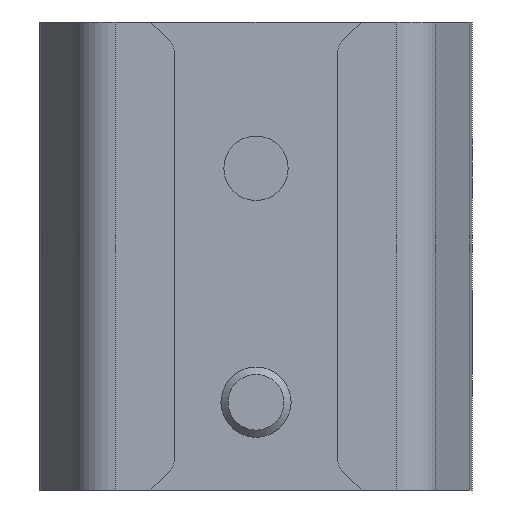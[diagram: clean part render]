
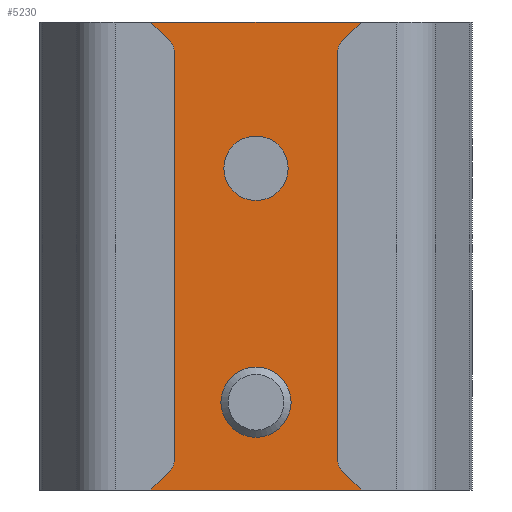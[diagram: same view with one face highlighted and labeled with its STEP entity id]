
A CAD part, front view. The second image highlights one B-rep face of the part: STEP entity #5230.
In plain terms, the highlighted planar face has unit normal (0, -1, 0).
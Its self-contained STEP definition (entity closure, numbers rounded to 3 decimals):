
#267=FACE_BOUND('',#929,.T.);
#268=FACE_BOUND('',#930,.T.);
#375=PLANE('',#5628);
#617=FACE_OUTER_BOUND('',#928,.T.);
#928=EDGE_LOOP('',(#4356,#4357,#4358,#4359));
#929=EDGE_LOOP('',(#4360));
#930=EDGE_LOOP('',(#4361));
#1236=LINE('',#7484,#1728);
#1247=LINE('',#7528,#1739);
#1363=LINE('',#8752,#1855);
#1364=LINE('',#8754,#1856);
#1728=VECTOR('',#6213,10.);
#1739=VECTOR('',#6252,10.);
#1855=VECTOR('',#6464,10.);
#1856=VECTOR('',#6467,10.);
#2070=CIRCLE('',#5452,2.459);
#2135=CIRCLE('',#5610,2.75);
#2210=VERTEX_POINT('',#7074);
#2352=VERTEX_POINT('',#7481);
#2353=VERTEX_POINT('',#7483);
#2371=VERTEX_POINT('',#7525);
#2372=VERTEX_POINT('',#7527);
#2507=VERTEX_POINT('',#8719);
#2725=EDGE_CURVE('',#2210,#2210,#2070,.T.);
#2924=EDGE_CURVE('',#2353,#2352,#1236,.T.);
#2947=EDGE_CURVE('',#2372,#2371,#1247,.T.);
#3153=EDGE_CURVE('',#2507,#2507,#2135,.T.);
#3167=EDGE_CURVE('',#2353,#2371,#1363,.T.);
#3168=EDGE_CURVE('',#2372,#2352,#1364,.T.);
#4356=ORIENTED_EDGE('',*,*,#3167,.F.);
#4357=ORIENTED_EDGE('',*,*,#2924,.T.);
#4358=ORIENTED_EDGE('',*,*,#3168,.F.);
#4359=ORIENTED_EDGE('',*,*,#2947,.T.);
#4360=ORIENTED_EDGE('',*,*,#2725,.T.);
#4361=ORIENTED_EDGE('',*,*,#3153,.T.);
#5230=ADVANCED_FACE('',(#617,#267,#268),#375,.T.);
#5452=AXIS2_PLACEMENT_3D('',#7076,#5834,#5835);
#5610=AXIS2_PLACEMENT_3D('',#8721,#6415,#6416);
#5628=AXIS2_PLACEMENT_3D('',#8753,#6465,#6466);
#5834=DIRECTION('center_axis',(0.,1.,0.));
#5835=DIRECTION('ref_axis',(1.,0.,0.));
#6213=DIRECTION('',(1.,0.,0.));
#6252=DIRECTION('',(-1.,0.,0.));
#6415=DIRECTION('center_axis',(0.,1.,0.));
#6416=DIRECTION('ref_axis',(1.,0.,0.));
#6464=DIRECTION('',(0.,0.,1.));
#6465=DIRECTION('center_axis',(0.,-1.,0.));
#6466=DIRECTION('ref_axis',(0.,0.,-1.));
#6467=DIRECTION('',(0.,0.,-1.));
#7074=CARTESIAN_POINT('',(-2.459,32.5,-12.5));
#7076=CARTESIAN_POINT('Origin',(0.,32.5,-12.5));
#7481=CARTESIAN_POINT('',(15.,32.5,-20.));
#7483=CARTESIAN_POINT('',(-15.,32.5,-20.));
#7484=CARTESIAN_POINT('',(-16.,32.5,-20.));
#7525=CARTESIAN_POINT('',(-15.,32.5,20.));
#7527=CARTESIAN_POINT('',(15.,32.5,20.));
#7528=CARTESIAN_POINT('',(-16.,32.5,20.));
#8719=CARTESIAN_POINT('',(-2.75,32.5,7.5));
#8721=CARTESIAN_POINT('Origin',(0.,32.5,7.5));
#8752=CARTESIAN_POINT('',(-15.,32.5,0.));
#8753=CARTESIAN_POINT('Origin',(16.,32.5,0.));
#8754=CARTESIAN_POINT('',(15.,32.5,0.));
